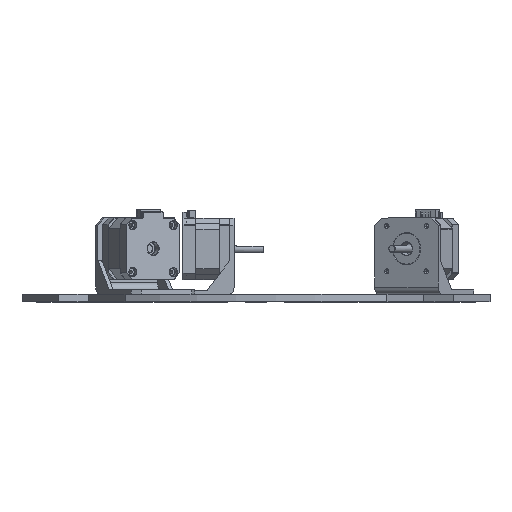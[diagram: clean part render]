
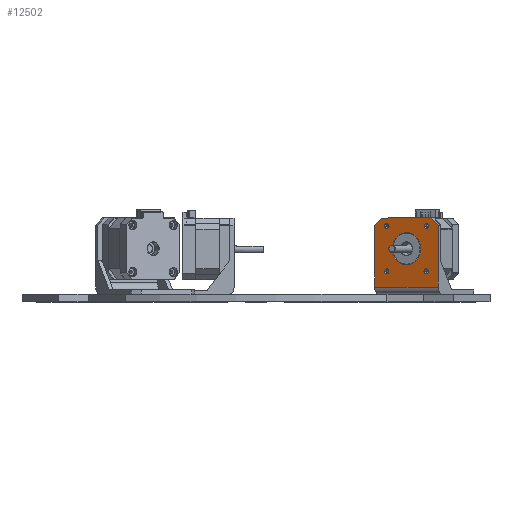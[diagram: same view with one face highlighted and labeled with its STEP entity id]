
A CAD part, top view. The second image highlights one B-rep face of the part: STEP entity #12502.
In plain terms, the highlighted planar face has unit normal (-0.5, 0, 0.866).
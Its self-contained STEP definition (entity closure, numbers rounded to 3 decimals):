
#522 = EDGE_CURVE ( 'NONE', #8761, #16612, #25001, .T. ) ;
#801 = CARTESIAN_POINT ( 'NONE',  ( 261.256, 167.879, 285.337 ) ) ;
#870 = ORIENTED_EDGE ( 'NONE', *, *, #15759, .F. ) ;
#953 = CIRCLE ( 'NONE', #11531, 1.7 ) ;
#1146 = CARTESIAN_POINT ( 'NONE',  ( 234.432, 167.909, 269.85 ) ) ;
#1599 = DIRECTION ( 'NONE',  ( -0.5, 0., 0.866 ) ) ;
#1689 = CIRCLE ( 'NONE', #18052, 11. ) ;
#1757 = CIRCLE ( 'NONE', #12797, 1.7 ) ;
#1816 = CARTESIAN_POINT ( 'NONE',  ( 247.857, 183.351, 277.601 ) ) ;
#2116 = DIRECTION ( 'NONE',  ( 0.866, 0., 0.5 ) ) ;
#2235 = CARTESIAN_POINT ( 'NONE',  ( 226.206, 155.381, 265.101 ) ) ;
#2244 = DIRECTION ( 'NONE',  ( 0.866, 0., 0.5 ) ) ;
#2277 = ORIENTED_EDGE ( 'NONE', *, *, #25959, .F. ) ;
#2374 = LINE ( 'NONE', #24838, #11951 ) ;
#2919 = CIRCLE ( 'NONE', #13957, 1.7 ) ;
#2935 = DIRECTION ( 'NONE',  ( -0.5, 0., 0.866 ) ) ;
#2964 = ORIENTED_EDGE ( 'NONE', *, *, #3588, .T. ) ;
#3035 = VECTOR ( 'NONE', #8697, 1000. ) ;
#3219 = LINE ( 'NONE', #5332, #4894 ) ;
#3588 = EDGE_CURVE ( 'NONE', #26013, #9489, #2374, .T. ) ;
#3789 = CARTESIAN_POINT ( 'NONE',  ( 247.857, 183.351, 277.601 ) ) ;
#3856 = VERTEX_POINT ( 'NONE', #20249 ) ;
#4201 = CARTESIAN_POINT ( 'NONE',  ( 269.507, 155.381, 290.101 ) ) ;
#4362 = DIRECTION ( 'NONE',  ( -0.612, 0.707, -0.354 ) ) ;
#4496 = FACE_BOUND ( 'NONE', #23946, .T. ) ;
#4507 = DIRECTION ( 'NONE',  ( -0.5, 0., 0.866 ) ) ;
#4638 = FACE_OUTER_BOUND ( 'NONE', #4966, .T. ) ;
#4791 = CARTESIAN_POINT ( 'NONE',  ( 235.93, 198.883, 270.715 ) ) ;
#4894 = VECTOR ( 'NONE', #16763, 1000. ) ;
#4966 = EDGE_LOOP ( 'NONE', ( #2964, #5447, #2277, #23359, #21844, #9986 ) ) ;
#5090 = AXIS2_PLACEMENT_3D ( 'NONE', #19054, #2935, #16331 ) ;
#5111 = EDGE_CURVE ( 'NONE', #5337, #22830, #2919, .T. ) ;
#5198 = CARTESIAN_POINT ( 'NONE',  ( 257.383, 183.351, 283.101 ) ) ;
#5286 = CARTESIAN_POINT ( 'NONE',  ( 262.754, 198.853, 286.202 ) ) ;
#5332 = CARTESIAN_POINT ( 'NONE',  ( 226.206, 204.351, 265.101 ) ) ;
#5337 = VERTEX_POINT ( 'NONE', #20227 ) ;
#5447 = ORIENTED_EDGE ( 'NONE', *, *, #11172, .T. ) ;
#6201 = ORIENTED_EDGE ( 'NONE', *, *, #20216, .F. ) ;
#7278 = ORIENTED_EDGE ( 'NONE', *, *, #7446, .F. ) ;
#7446 = EDGE_CURVE ( 'NONE', #23616, #21696, #1757, .T. ) ;
#7837 = EDGE_CURVE ( 'NONE', #21696, #23616, #24881, .T. ) ;
#7869 = DIRECTION ( 'NONE',  ( 0.866, 0., 0.5 ) ) ;
#7979 = CIRCLE ( 'NONE', #14202, 1.7 ) ;
#8018 = CARTESIAN_POINT ( 'NONE',  ( 269.507, 157.206, 290.101 ) ) ;
#8310 = VERTEX_POINT ( 'NONE', #14016 ) ;
#8697 = DIRECTION ( 'NONE',  ( -0.612, -0.707, -0.354 ) ) ;
#8761 = VERTEX_POINT ( 'NONE', #28048 ) ;
#9301 = CARTESIAN_POINT ( 'NONE',  ( 234.458, 198.883, 269.865 ) ) ;
#9397 = LINE ( 'NONE', #4201, #16395 ) ;
#9489 = VERTEX_POINT ( 'NONE', #28025 ) ;
#9511 = VERTEX_POINT ( 'NONE', #5286 ) ;
#9545 = DIRECTION ( 'NONE',  ( 0., -1., 0. ) ) ;
#9986 = ORIENTED_EDGE ( 'NONE', *, *, #28475, .T. ) ;
#10171 = VERTEX_POINT ( 'NONE', #5198 ) ;
#10562 = CARTESIAN_POINT ( 'NONE',  ( 230.536, 204.351, 267.601 ) ) ;
#10692 = AXIS2_PLACEMENT_3D ( 'NONE', #11773, #20395, #15698 ) ;
#11130 = FACE_BOUND ( 'NONE', #27103, .T. ) ;
#11172 = EDGE_CURVE ( 'NONE', #9489, #3856, #28808, .T. ) ;
#11531 = AXIS2_PLACEMENT_3D ( 'NONE', #9301, #4507, #2244 ) ;
#11569 = DIRECTION ( 'NONE',  ( 0.5, 0., -0.866 ) ) ;
#11614 = EDGE_CURVE ( 'NONE', #23232, #10171, #22482, .T. ) ;
#11773 = CARTESIAN_POINT ( 'NONE',  ( 261.282, 198.853, 285.352 ) ) ;
#11862 = AXIS2_PLACEMENT_3D ( 'NONE', #21188, #21618, #23590 ) ;
#11951 = VECTOR ( 'NONE', #17901, 1000. ) ;
#11955 = AXIS2_PLACEMENT_3D ( 'NONE', #16178, #20881, #27353 ) ;
#12042 = CARTESIAN_POINT ( 'NONE',  ( 265.177, 204.351, 287.601 ) ) ;
#12228 = DIRECTION ( 'NONE',  ( 0.866, 0., 0.5 ) ) ;
#12502 = ADVANCED_FACE ( 'NONE', ( #4496, #25566, #11130, #27666, #22863, #4638 ), #13808, .F. ) ;
#12678 = EDGE_LOOP ( 'NONE', ( #6201, #18513 ) ) ;
#12797 = AXIS2_PLACEMENT_3D ( 'NONE', #801, #26102, #12228 ) ;
#12923 = ORIENTED_EDGE ( 'NONE', *, *, #17985, .F. ) ;
#13059 = ORIENTED_EDGE ( 'NONE', *, *, #14119, .F. ) ;
#13165 = VERTEX_POINT ( 'NONE', #10562 ) ;
#13484 = CARTESIAN_POINT ( 'NONE',  ( 262.728, 167.879, 286.187 ) ) ;
#13808 = PLANE ( 'NONE',  #24473 ) ;
#13902 = CARTESIAN_POINT ( 'NONE',  ( 259.784, 167.879, 284.487 ) ) ;
#13913 = CARTESIAN_POINT ( 'NONE',  ( 226.206, 199.351, 265.101 ) ) ;
#13957 = AXIS2_PLACEMENT_3D ( 'NONE', #1146, #1599, #28995 ) ;
#14016 = CARTESIAN_POINT ( 'NONE',  ( 232.985, 198.883, 269.015 ) ) ;
#14119 = EDGE_CURVE ( 'NONE', #22830, #5337, #15793, .T. ) ;
#14202 = AXIS2_PLACEMENT_3D ( 'NONE', #28394, #16941, #28541 ) ;
#14768 = VERTEX_POINT ( 'NONE', #4791 ) ;
#14828 = EDGE_CURVE ( 'NONE', #8310, #14768, #953, .T. ) ;
#14901 = ORIENTED_EDGE ( 'NONE', *, *, #5111, .F. ) ;
#15045 = EDGE_LOOP ( 'NONE', ( #14901, #13059 ) ) ;
#15310 = CARTESIAN_POINT ( 'NONE',  ( 230.536, 204.351, 267.601 ) ) ;
#15356 = DIRECTION ( 'NONE',  ( -0.5, 0., 0.866 ) ) ;
#15661 = DIRECTION ( 'NONE',  ( -0.5, 0., 0.866 ) ) ;
#15698 = DIRECTION ( 'NONE',  ( 0.866, 0., 0.5 ) ) ;
#15759 = EDGE_CURVE ( 'NONE', #14768, #8310, #18095, .T. ) ;
#15793 = CIRCLE ( 'NONE', #11955, 1.7 ) ;
#16178 = CARTESIAN_POINT ( 'NONE',  ( 234.432, 167.909, 269.85 ) ) ;
#16331 = DIRECTION ( 'NONE',  ( 0.866, 0., 0.5 ) ) ;
#16395 = VECTOR ( 'NONE', #9545, 1000. ) ;
#16612 = VERTEX_POINT ( 'NONE', #12042 ) ;
#16763 = DIRECTION ( 'NONE',  ( 0.866, 0., 0.5 ) ) ;
#16795 = VERTEX_POINT ( 'NONE', #22589 ) ;
#16941 = DIRECTION ( 'NONE',  ( -0.5, 0., 0.866 ) ) ;
#17901 = DIRECTION ( 'NONE',  ( 0., -1., 0. ) ) ;
#17985 = EDGE_CURVE ( 'NONE', #10171, #23232, #1689, .T. ) ;
#18052 = AXIS2_PLACEMENT_3D ( 'NONE', #1816, #15356, #20346 ) ;
#18095 = CIRCLE ( 'NONE', #5090, 1.7 ) ;
#18210 = CARTESIAN_POINT ( 'NONE',  ( 265.177, 204.351, 287.601 ) ) ;
#18350 = ORIENTED_EDGE ( 'NONE', *, *, #7837, .F. ) ;
#18513 = ORIENTED_EDGE ( 'NONE', *, *, #26372, .F. ) ;
#19054 = CARTESIAN_POINT ( 'NONE',  ( 234.458, 198.883, 269.865 ) ) ;
#19859 = LINE ( 'NONE', #15310, #3035 ) ;
#19973 = ORIENTED_EDGE ( 'NONE', *, *, #14828, .F. ) ;
#20068 = VECTOR ( 'NONE', #7869, 1000. ) ;
#20216 = EDGE_CURVE ( 'NONE', #9511, #16795, #7979, .T. ) ;
#20227 = CARTESIAN_POINT ( 'NONE',  ( 235.904, 167.909, 270.7 ) ) ;
#20249 = CARTESIAN_POINT ( 'NONE',  ( 269.507, 157.206, 290.101 ) ) ;
#20346 = DIRECTION ( 'NONE',  ( 0.866, 0., 0.5 ) ) ;
#20373 = ORIENTED_EDGE ( 'NONE', *, *, #11614, .F. ) ;
#20395 = DIRECTION ( 'NONE',  ( -0.5, 0., 0.866 ) ) ;
#20871 = CARTESIAN_POINT ( 'NONE',  ( 232.959, 167.909, 269. ) ) ;
#20881 = DIRECTION ( 'NONE',  ( -0.5, 0., 0.866 ) ) ;
#20907 = DIRECTION ( 'NONE',  ( -0.866, 0., -0.5 ) ) ;
#21188 = CARTESIAN_POINT ( 'NONE',  ( 261.256, 167.879, 285.337 ) ) ;
#21618 = DIRECTION ( 'NONE',  ( -0.5, 0., 0.866 ) ) ;
#21696 = VERTEX_POINT ( 'NONE', #13484 ) ;
#21844 = ORIENTED_EDGE ( 'NONE', *, *, #26118, .F. ) ;
#22482 = CIRCLE ( 'NONE', #24899, 11. ) ;
#22589 = CARTESIAN_POINT ( 'NONE',  ( 259.81, 198.853, 284.502 ) ) ;
#22830 = VERTEX_POINT ( 'NONE', #20871 ) ;
#22863 = FACE_BOUND ( 'NONE', #25275, .T. ) ;
#23078 = CARTESIAN_POINT ( 'NONE',  ( 238.33, 183.351, 272.101 ) ) ;
#23232 = VERTEX_POINT ( 'NONE', #23078 ) ;
#23359 = ORIENTED_EDGE ( 'NONE', *, *, #522, .T. ) ;
#23590 = DIRECTION ( 'NONE',  ( 0.866, 0., 0.5 ) ) ;
#23616 = VERTEX_POINT ( 'NONE', #13902 ) ;
#23946 = EDGE_LOOP ( 'NONE', ( #18350, #7278 ) ) ;
#24157 = CIRCLE ( 'NONE', #10692, 1.7 ) ;
#24473 = AXIS2_PLACEMENT_3D ( 'NONE', #2235, #11569, #20907 ) ;
#24838 = CARTESIAN_POINT ( 'NONE',  ( 226.206, 155.381, 265.101 ) ) ;
#24881 = CIRCLE ( 'NONE', #11862, 1.7 ) ;
#24899 = AXIS2_PLACEMENT_3D ( 'NONE', #3789, #15661, #2116 ) ;
#25001 = LINE ( 'NONE', #18210, #29598 ) ;
#25275 = EDGE_LOOP ( 'NONE', ( #12923, #20373 ) ) ;
#25566 = FACE_BOUND ( 'NONE', #15045, .T. ) ;
#25959 = EDGE_CURVE ( 'NONE', #8761, #3856, #9397, .T. ) ;
#26013 = VERTEX_POINT ( 'NONE', #13913 ) ;
#26102 = DIRECTION ( 'NONE',  ( -0.5, 0., 0.866 ) ) ;
#26118 = EDGE_CURVE ( 'NONE', #13165, #16612, #3219, .T. ) ;
#26372 = EDGE_CURVE ( 'NONE', #16795, #9511, #24157, .T. ) ;
#27103 = EDGE_LOOP ( 'NONE', ( #870, #19973 ) ) ;
#27353 = DIRECTION ( 'NONE',  ( 0.866, 0., 0.5 ) ) ;
#27666 = FACE_BOUND ( 'NONE', #12678, .T. ) ;
#28025 = CARTESIAN_POINT ( 'NONE',  ( 226.206, 157.206, 265.101 ) ) ;
#28048 = CARTESIAN_POINT ( 'NONE',  ( 269.507, 199.351, 290.101 ) ) ;
#28394 = CARTESIAN_POINT ( 'NONE',  ( 261.282, 198.853, 285.352 ) ) ;
#28475 = EDGE_CURVE ( 'NONE', #13165, #26013, #19859, .T. ) ;
#28541 = DIRECTION ( 'NONE',  ( 0.866, 0., 0.5 ) ) ;
#28808 = LINE ( 'NONE', #8018, #20068 ) ;
#28995 = DIRECTION ( 'NONE',  ( 0.866, 0., 0.5 ) ) ;
#29598 = VECTOR ( 'NONE', #4362, 1000. ) ;
